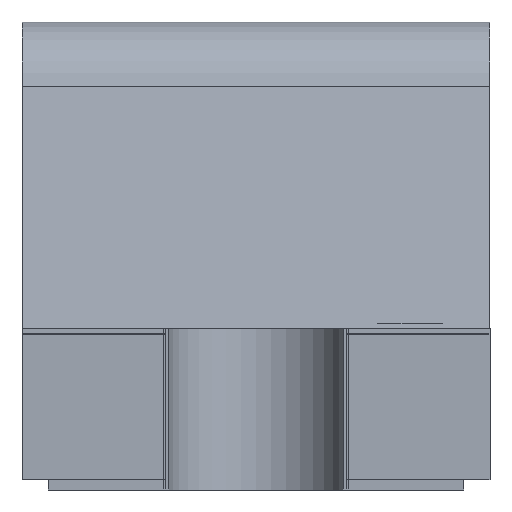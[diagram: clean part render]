
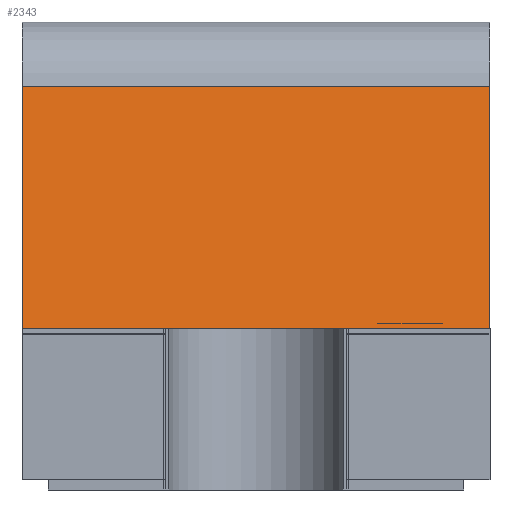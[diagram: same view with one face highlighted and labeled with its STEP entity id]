
A CAD part, front view. The second image highlights one B-rep face of the part: STEP entity #2343.
In plain terms, the highlighted planar face has unit normal (0, -0.985, 0.174).
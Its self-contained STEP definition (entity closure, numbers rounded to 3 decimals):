
#91 = PLANE ( 'NONE',  #2029 ) ;
#115 = CARTESIAN_POINT ( 'NONE',  ( -0.45, -0.491, 0.776 ) ) ;
#116 = LINE ( 'NONE', #2108, #2459 ) ;
#260 = DIRECTION ( 'NONE',  ( 0., 0.985, -0.174 ) ) ;
#262 = EDGE_CURVE ( 'NONE', #1147, #1456, #1358, .T. ) ;
#293 = CARTESIAN_POINT ( 'NONE',  ( -0.45, -0.491, 0.776 ) ) ;
#413 = EDGE_CURVE ( 'NONE', #888, #1456, #1213, .T. ) ;
#465 = CARTESIAN_POINT ( 'NONE',  ( 0.45, -0.575, 0.3 ) ) ;
#796 = ORIENTED_EDGE ( 'NONE', *, *, #1098, .F. ) ;
#853 = CARTESIAN_POINT ( 'NONE',  ( -0.45, -0.575, 0.3 ) ) ;
#874 = DIRECTION ( 'NONE',  ( 0., 0.174, 0.985 ) ) ;
#888 = VERTEX_POINT ( 'NONE', #1673 ) ;
#991 = CARTESIAN_POINT ( 'NONE',  ( 0.45, -0.491, 0.776 ) ) ;
#1098 = EDGE_CURVE ( 'NONE', #1646, #888, #116, .T. ) ;
#1099 = ORIENTED_EDGE ( 'NONE', *, *, #413, .F. ) ;
#1147 = VERTEX_POINT ( 'NONE', #1642 ) ;
#1158 = DIRECTION ( 'NONE',  ( 0., -0.174, -0.985 ) ) ;
#1213 = LINE ( 'NONE', #991, #1409 ) ;
#1358 = LINE ( 'NONE', #853, #2002 ) ;
#1409 = VECTOR ( 'NONE', #1158, 1000. ) ;
#1423 = ORIENTED_EDGE ( 'NONE', *, *, #262, .T. ) ;
#1456 = VERTEX_POINT ( 'NONE', #465 ) ;
#1524 = VECTOR ( 'NONE', #874, 1000. ) ;
#1568 = DIRECTION ( 'NONE',  ( 1., 0., 0. ) ) ;
#1642 = CARTESIAN_POINT ( 'NONE',  ( -0.45, -0.575, 0.3 ) ) ;
#1646 = VERTEX_POINT ( 'NONE', #115 ) ;
#1673 = CARTESIAN_POINT ( 'NONE',  ( 0.45, -0.491, 0.776 ) ) ;
#1969 = CARTESIAN_POINT ( 'NONE',  ( -0.45, -0.491, 0.776 ) ) ;
#2002 = VECTOR ( 'NONE', #1568, 1000. ) ;
#2015 = LINE ( 'NONE', #1969, #1524 ) ;
#2029 = AXIS2_PLACEMENT_3D ( 'NONE', #293, #260, #2061 ) ;
#2061 = DIRECTION ( 'NONE',  ( 0., 0.174, 0.985 ) ) ;
#2108 = CARTESIAN_POINT ( 'NONE',  ( -0.45, -0.491, 0.776 ) ) ;
#2248 = EDGE_LOOP ( 'NONE', ( #1099, #796, #2813, #1423 ) ) ;
#2256 = EDGE_CURVE ( 'NONE', #1147, #1646, #2015, .T. ) ;
#2343 = ADVANCED_FACE ( 'NONE', ( #2476 ), #91, .F. ) ;
#2459 = VECTOR ( 'NONE', #2531, 1000. ) ;
#2476 = FACE_OUTER_BOUND ( 'NONE', #2248, .T. ) ;
#2531 = DIRECTION ( 'NONE',  ( 1., 0., 0. ) ) ;
#2813 = ORIENTED_EDGE ( 'NONE', *, *, #2256, .F. ) ;
